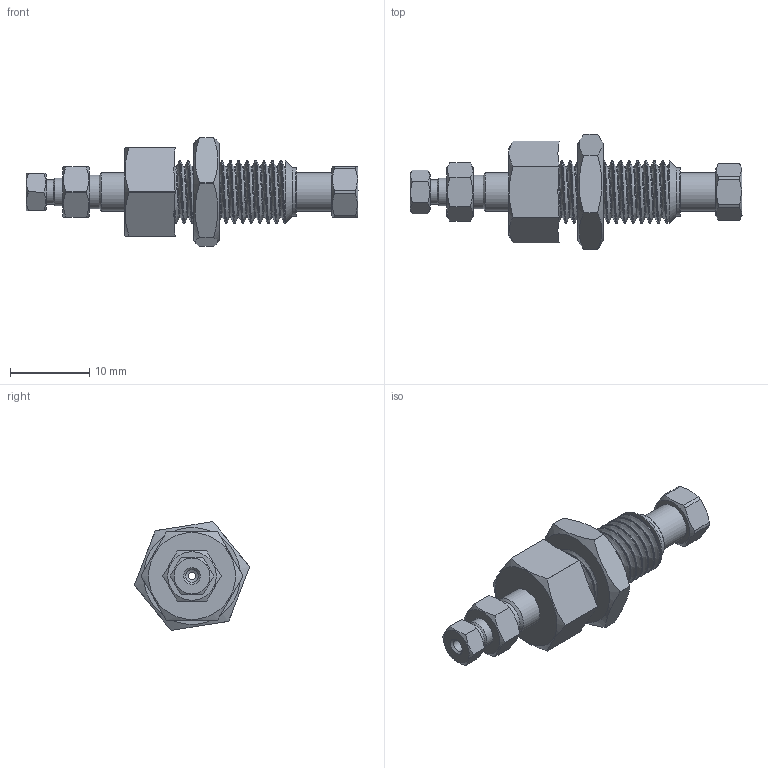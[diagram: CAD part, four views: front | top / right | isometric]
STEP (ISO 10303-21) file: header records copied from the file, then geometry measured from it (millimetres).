
FILE_DESCRIPTION((''),'2;1');
FILE_NAME('305246-ZBRUFR1.5 Bulkhead reducing union 1-16 to 1-32.stp','2013-08-21T14:54:36',('Franzp'),(''),'Autodesk Inventor 2013','Autodesk Inventor 2013','');
FILE_SCHEMA(('AUTOMOTIVE_DESIGN { 1 0 10303 214 1 1 1 1 }'));
Length unit declared in the file: millimetre
Products named in the file (3): 3152a46; 315246; 310537
Assembly tree (2 placements, depth 2):
  3152a46
    315246
    310537
Bounding box: 41.77 x 14.48 x 13.68 mm (x, y, z)
Volume: 304.9 mm3; surface area: 2802.3 mm2
Topology: 1 solids, 7 shells, 94 faces, 277 edges, 180 vertices
Faces by surface type: plane 42, cylinder 24, cone 21, bspline 6, torus 1
Full cylindrical faces by diameter (mm): 1.575 x1, 1.727 x1, 3.073 x1, 3.505 x1, 4.242 x1, 4.826 x2, 6.1 x1, 6.368 x2, 6.782 x1, 7.938 x1
Entity records: 8601 total; most frequent: CARTESIAN_POINT 6319, DIRECTION 434, ORIENTED_EDGE 390, EDGE_CURVE 230, AXIS2_PLACEMENT_3D 190, VERTEX_POINT 167, EDGE_LOOP 140, CIRCLE 97
